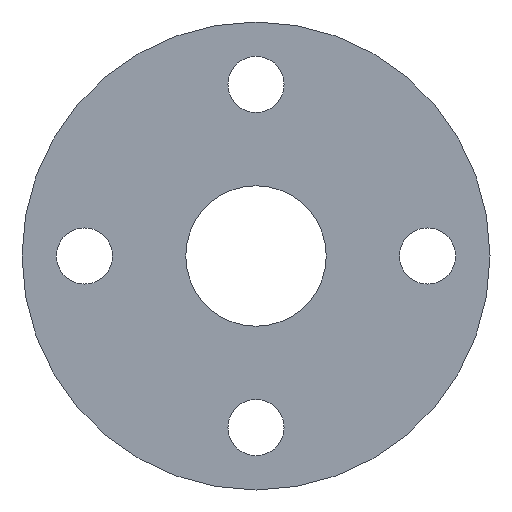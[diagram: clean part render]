
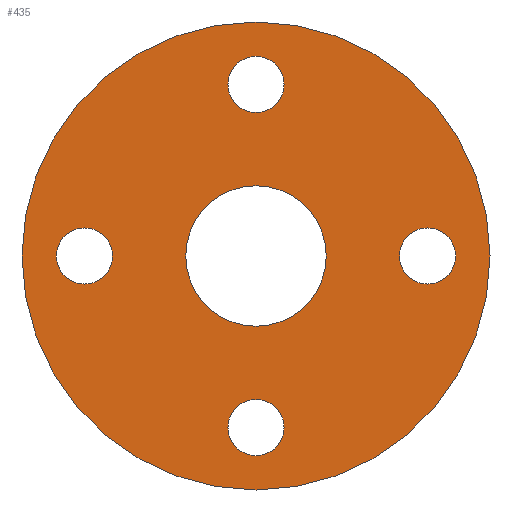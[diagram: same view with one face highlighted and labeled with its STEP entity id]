
A CAD part, front view. The second image highlights one B-rep face of the part: STEP entity #435.
In plain terms, the highlighted planar face has unit normal (0, -1, 0).
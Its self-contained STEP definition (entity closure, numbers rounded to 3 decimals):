
#1 = DIRECTION ( 'NONE',  ( 0., -1., 0. ) ) ;
#8 = AXIS2_PLACEMENT_3D ( 'NONE', #457, #468, #464 ) ;
#15 = CARTESIAN_POINT ( 'NONE',  ( 0., 0., 0. ) ) ;
#23 = CIRCLE ( 'NONE', #356, 75. ) ;
#36 = CARTESIAN_POINT ( 'NONE',  ( 46., 0., 0. ) ) ;
#38 = CARTESIAN_POINT ( 'NONE',  ( 0., 0., 46. ) ) ;
#39 = EDGE_CURVE ( 'NONE', #298, #486, #387, .T. ) ;
#45 = ORIENTED_EDGE ( 'NONE', *, *, #155, .T. ) ;
#48 = EDGE_LOOP ( 'NONE', ( #45, #133 ) ) ;
#49 = AXIS2_PLACEMENT_3D ( 'NONE', #15, #404, #308 ) ;
#57 = CIRCLE ( 'NONE', #8, 9. ) ;
#68 = ORIENTED_EDGE ( 'NONE', *, *, #39, .F. ) ;
#76 = VERTEX_POINT ( 'NONE', #563 ) ;
#80 = ORIENTED_EDGE ( 'NONE', *, *, #426, .F. ) ;
#81 = EDGE_CURVE ( 'NONE', #521, #553, #274, .T. ) ;
#84 = EDGE_LOOP ( 'NONE', ( #68, #525 ) ) ;
#86 = EDGE_CURVE ( 'NONE', #553, #521, #57, .T. ) ;
#88 = DIRECTION ( 'NONE',  ( 0., 0., -1. ) ) ;
#92 = DIRECTION ( 'NONE',  ( 0., 1., 0. ) ) ;
#94 = DIRECTION ( 'NONE',  ( 0., 0., 1. ) ) ;
#96 = PLANE ( 'NONE',  #550 ) ;
#99 = CARTESIAN_POINT ( 'NONE',  ( 0., 0., 55. ) ) ;
#103 = VERTEX_POINT ( 'NONE', #123 ) ;
#104 = DIRECTION ( 'NONE',  ( 0., -1., 0. ) ) ;
#107 = DIRECTION ( 'NONE',  ( 0., 0., 1. ) ) ;
#111 = DIRECTION ( 'NONE',  ( 0., 0., 1. ) ) ;
#112 = ORIENTED_EDGE ( 'NONE', *, *, #499, .F. ) ;
#123 = CARTESIAN_POINT ( 'NONE',  ( -64., 0., 0. ) ) ;
#125 = CARTESIAN_POINT ( 'NONE',  ( -46., 0., 0. ) ) ;
#128 = ORIENTED_EDGE ( 'NONE', *, *, #403, .F. ) ;
#129 = FACE_BOUND ( 'NONE', #48, .T. ) ;
#133 = ORIENTED_EDGE ( 'NONE', *, *, #140, .T. ) ;
#138 = FACE_BOUND ( 'NONE', #401, .T. ) ;
#140 = EDGE_CURVE ( 'NONE', #336, #446, #408, .T. ) ;
#154 = CARTESIAN_POINT ( 'NONE',  ( 0., 0., 0. ) ) ;
#155 = EDGE_CURVE ( 'NONE', #446, #336, #462, .T. ) ;
#173 = EDGE_LOOP ( 'NONE', ( #587, #128 ) ) ;
#176 = DIRECTION ( 'NONE',  ( 0., -1., 0. ) ) ;
#177 = AXIS2_PLACEMENT_3D ( 'NONE', #179, #176, #513 ) ;
#179 = CARTESIAN_POINT ( 'NONE',  ( 55., 0., 0. ) ) ;
#181 = DIRECTION ( 'NONE',  ( -1., 0., 0. ) ) ;
#188 = DIRECTION ( 'NONE',  ( 0., 0., 1. ) ) ;
#190 = CARTESIAN_POINT ( 'NONE',  ( 55., 0., 0. ) ) ;
#199 = EDGE_LOOP ( 'NONE', ( #80, #505 ) ) ;
#209 = AXIS2_PLACEMENT_3D ( 'NONE', #190, #104, #327 ) ;
#215 = CARTESIAN_POINT ( 'NONE',  ( 0., 0., 0. ) ) ;
#217 = AXIS2_PLACEMENT_3D ( 'NONE', #266, #221, #360 ) ;
#221 = DIRECTION ( 'NONE',  ( 0., -1., 0. ) ) ;
#228 = ORIENTED_EDGE ( 'NONE', *, *, #86, .F. ) ;
#239 = CARTESIAN_POINT ( 'NONE',  ( 0., 0., -64. ) ) ;
#243 = DIRECTION ( 'NONE',  ( -1., 0., 0. ) ) ;
#244 = DIRECTION ( 'NONE',  ( 0., 1., 0. ) ) ;
#245 = EDGE_LOOP ( 'NONE', ( #288, #112 ) ) ;
#247 = CARTESIAN_POINT ( 'NONE',  ( 0., 0., -46. ) ) ;
#254 = EDGE_CURVE ( 'NONE', #486, #298, #23, .T. ) ;
#266 = CARTESIAN_POINT ( 'NONE',  ( 0., 0., 55. ) ) ;
#272 = DIRECTION ( 'NONE',  ( 0., 0., -1. ) ) ;
#274 = CIRCLE ( 'NONE', #352, 9. ) ;
#288 = ORIENTED_EDGE ( 'NONE', *, *, #310, .F. ) ;
#291 = CIRCLE ( 'NONE', #339, 9. ) ;
#298 = VERTEX_POINT ( 'NONE', #511 ) ;
#299 = VERTEX_POINT ( 'NONE', #36 ) ;
#307 = VERTEX_POINT ( 'NONE', #38 ) ;
#308 = DIRECTION ( 'NONE',  ( 0., 0., 1. ) ) ;
#309 = VERTEX_POINT ( 'NONE', #125 ) ;
#310 = EDGE_CURVE ( 'NONE', #76, #299, #498, .T. ) ;
#312 = AXIS2_PLACEMENT_3D ( 'NONE', #415, #1, #181 ) ;
#314 = FACE_BOUND ( 'NONE', #199, .T. ) ;
#315 = ORIENTED_EDGE ( 'NONE', *, *, #81, .F. ) ;
#319 = DIRECTION ( 'NONE',  ( 0., -1., 0. ) ) ;
#324 = FACE_OUTER_BOUND ( 'NONE', #84, .T. ) ;
#327 = DIRECTION ( 'NONE',  ( 1., 0., 0. ) ) ;
#330 = DIRECTION ( 'NONE',  ( 0., -1., 0. ) ) ;
#336 = VERTEX_POINT ( 'NONE', #450 ) ;
#337 = CARTESIAN_POINT ( 'NONE',  ( 0., 0., -75. ) ) ;
#339 = AXIS2_PLACEMENT_3D ( 'NONE', #564, #330, #243 ) ;
#341 = CIRCLE ( 'NONE', #312, 9. ) ;
#352 = AXIS2_PLACEMENT_3D ( 'NONE', #428, #556, #272 ) ;
#356 = AXIS2_PLACEMENT_3D ( 'NONE', #215, #244, #107 ) ;
#360 = DIRECTION ( 'NONE',  ( 0., 0., 1. ) ) ;
#361 = CIRCLE ( 'NONE', #217, 9. ) ;
#365 = FACE_BOUND ( 'NONE', #173, .T. ) ;
#387 = CIRCLE ( 'NONE', #543, 75. ) ;
#389 = VERTEX_POINT ( 'NONE', #506 ) ;
#395 = CIRCLE ( 'NONE', #209, 9. ) ;
#401 = EDGE_LOOP ( 'NONE', ( #315, #228 ) ) ;
#402 = CIRCLE ( 'NONE', #520, 9. ) ;
#403 = EDGE_CURVE ( 'NONE', #309, #103, #341, .T. ) ;
#404 = DIRECTION ( 'NONE',  ( 0., 1., 0. ) ) ;
#408 = CIRCLE ( 'NONE', #494, 22.5 ) ;
#415 = CARTESIAN_POINT ( 'NONE',  ( -55., 0., 0. ) ) ;
#417 = CARTESIAN_POINT ( 'NONE',  ( 0., 0., 22.5 ) ) ;
#426 = EDGE_CURVE ( 'NONE', #389, #307, #361, .T. ) ;
#428 = CARTESIAN_POINT ( 'NONE',  ( 0., 0., -55. ) ) ;
#435 = ADVANCED_FACE ( 'NONE', ( #365, #314, #552, #138, #129, #324 ), #96, .T. ) ;
#446 = VERTEX_POINT ( 'NONE', #417 ) ;
#450 = CARTESIAN_POINT ( 'NONE',  ( 0., 0., -22.5 ) ) ;
#457 = CARTESIAN_POINT ( 'NONE',  ( 0., 0., -55. ) ) ;
#462 = CIRCLE ( 'NONE', #49, 22.5 ) ;
#464 = DIRECTION ( 'NONE',  ( 0., 0., -1. ) ) ;
#465 = DIRECTION ( 'NONE',  ( 0., -1., 0. ) ) ;
#468 = DIRECTION ( 'NONE',  ( 0., -1., 0. ) ) ;
#479 = EDGE_CURVE ( 'NONE', #307, #389, #402, .T. ) ;
#486 = VERTEX_POINT ( 'NONE', #337 ) ;
#494 = AXIS2_PLACEMENT_3D ( 'NONE', #154, #524, #111 ) ;
#498 = CIRCLE ( 'NONE', #177, 9. ) ;
#499 = EDGE_CURVE ( 'NONE', #299, #76, #395, .T. ) ;
#503 = CARTESIAN_POINT ( 'NONE',  ( -75., 0., 0. ) ) ;
#505 = ORIENTED_EDGE ( 'NONE', *, *, #479, .F. ) ;
#506 = CARTESIAN_POINT ( 'NONE',  ( 0., 0., 64. ) ) ;
#511 = CARTESIAN_POINT ( 'NONE',  ( 0., 0., 75. ) ) ;
#513 = DIRECTION ( 'NONE',  ( 1., 0., 0. ) ) ;
#520 = AXIS2_PLACEMENT_3D ( 'NONE', #99, #465, #188 ) ;
#521 = VERTEX_POINT ( 'NONE', #239 ) ;
#524 = DIRECTION ( 'NONE',  ( 0., 1., 0. ) ) ;
#525 = ORIENTED_EDGE ( 'NONE', *, *, #254, .F. ) ;
#543 = AXIS2_PLACEMENT_3D ( 'NONE', #565, #92, #94 ) ;
#550 = AXIS2_PLACEMENT_3D ( 'NONE', #503, #319, #88 ) ;
#552 = FACE_BOUND ( 'NONE', #245, .T. ) ;
#553 = VERTEX_POINT ( 'NONE', #247 ) ;
#556 = DIRECTION ( 'NONE',  ( 0., -1., 0. ) ) ;
#563 = CARTESIAN_POINT ( 'NONE',  ( 64., 0., 0. ) ) ;
#564 = CARTESIAN_POINT ( 'NONE',  ( -55., 0., 0. ) ) ;
#565 = CARTESIAN_POINT ( 'NONE',  ( 0., 0., 0. ) ) ;
#586 = EDGE_CURVE ( 'NONE', #103, #309, #291, .T. ) ;
#587 = ORIENTED_EDGE ( 'NONE', *, *, #586, .F. ) ;
